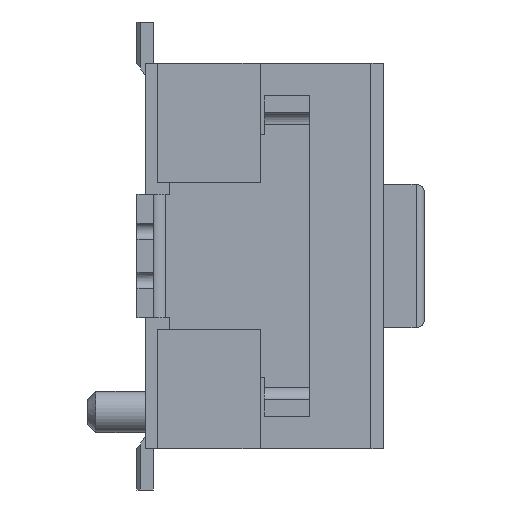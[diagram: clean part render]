
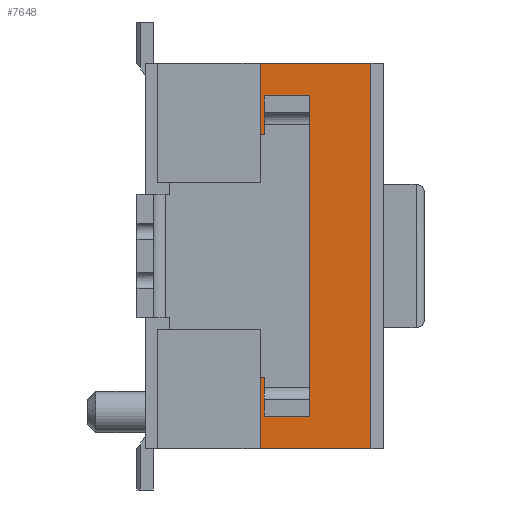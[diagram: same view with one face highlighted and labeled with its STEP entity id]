
A CAD part, left-side view. The second image highlights one B-rep face of the part: STEP entity #7648.
In plain terms, the highlighted planar face has unit normal (-1, 0, 0).
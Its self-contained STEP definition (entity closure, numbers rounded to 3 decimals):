
#97 = CARTESIAN_POINT ( 'NONE',  ( -32.5, -0.75, -18.65 ) ) ;
#146 = DIRECTION ( 'NONE',  ( 0., 0., -1. ) ) ;
#166 = VERTEX_POINT ( 'NONE', #20753 ) ;
#542 = LINE ( 'NONE', #15025, #10994 ) ;
#672 = CARTESIAN_POINT ( 'NONE',  ( -32.5, -0.75, -21.625 ) ) ;
#974 = LINE ( 'NONE', #7938, #22420 ) ;
#1109 = DIRECTION ( 'NONE',  ( 0., -1., 0. ) ) ;
#1321 = VECTOR ( 'NONE', #4387, 1000. ) ;
#1346 = EDGE_CURVE ( 'NONE', #13032, #19031, #17902, .T. ) ;
#1484 = LINE ( 'NONE', #19906, #9586 ) ;
#1624 = VECTOR ( 'NONE', #18841, 1000. ) ;
#1760 = VECTOR ( 'NONE', #23647, 1000. ) ;
#2039 = DIRECTION ( 'NONE',  ( 0., 0., 1. ) ) ;
#2423 = CARTESIAN_POINT ( 'NONE',  ( -32.5, -0.65, -21.65 ) ) ;
#2437 = VERTEX_POINT ( 'NONE', #14028 ) ;
#2662 = EDGE_CURVE ( 'NONE', #17573, #13032, #11528, .T. ) ;
#2772 = CARTESIAN_POINT ( 'NONE',  ( -32.5, -1.55, -18.65 ) ) ;
#2837 = CARTESIAN_POINT ( 'NONE',  ( -32.5, -1.7, -18.675 ) ) ;
#2999 = ORIENTED_EDGE ( 'NONE', *, *, #19323, .T. ) ;
#3016 = CARTESIAN_POINT ( 'NONE',  ( -32.5, -2.25, -21.8 ) ) ;
#3052 = CARTESIAN_POINT ( 'NONE',  ( -32.5, -1.7, -21.75 ) ) ;
#3056 = LINE ( 'NONE', #20878, #1321 ) ;
#3388 = DIRECTION ( 'NONE',  ( 0., 0., -1. ) ) ;
#3672 = EDGE_CURVE ( 'NONE', #14025, #13004, #4240, .T. ) ;
#3702 = VECTOR ( 'NONE', #22736, 1000. ) ;
#3962 = LINE ( 'NONE', #4193, #13399 ) ;
#4182 = ORIENTED_EDGE ( 'NONE', *, *, #5662, .F. ) ;
#4193 = CARTESIAN_POINT ( 'NONE',  ( -32.5, -3., -22.668 ) ) ;
#4240 = LINE ( 'NONE', #2423, #4994 ) ;
#4264 = VERTEX_POINT ( 'NONE', #23056 ) ;
#4362 = CARTESIAN_POINT ( 'NONE',  ( -32.5, -1.688, -21.788 ) ) ;
#4387 = DIRECTION ( 'NONE',  ( 0., 0., 1. ) ) ;
#4723 = VECTOR ( 'NONE', #5029, 1000. ) ;
#4991 = VERTEX_POINT ( 'NONE', #6087 ) ;
#4994 = VECTOR ( 'NONE', #14262, 1000. ) ;
#5029 = DIRECTION ( 'NONE',  ( 0., 1., 0. ) ) ;
#5094 = CARTESIAN_POINT ( 'NONE',  ( -32.5, -1.55, -18.65 ) ) ;
#5404 = LINE ( 'NONE', #16527, #6400 ) ;
#5460 = CARTESIAN_POINT ( 'NONE',  ( -32.5, -1.7, -18.5 ) ) ;
#5658 = VECTOR ( 'NONE', #8488, 1000. ) ;
#5662 = EDGE_CURVE ( 'NONE', #22168, #4991, #974, .T. ) ;
#5723 = CARTESIAN_POINT ( 'NONE',  ( -32.5, -1.55, -21.65 ) ) ;
#5725 = CARTESIAN_POINT ( 'NONE',  ( -32.5, -1.65, -21.75 ) ) ;
#5994 = EDGE_CURVE ( 'NONE', #15474, #2437, #3056, .T. ) ;
#6087 = CARTESIAN_POINT ( 'NONE',  ( -32.5, -3., -17.8 ) ) ;
#6400 = VECTOR ( 'NONE', #2039, 1000. ) ;
#6786 = EDGE_CURVE ( 'NONE', #19031, #166, #17098, .T. ) ;
#6949 = CARTESIAN_POINT ( 'NONE',  ( -32.5, -0.75, -19.4 ) ) ;
#6953 = CARTESIAN_POINT ( 'NONE',  ( -32.5, -0.65, -22.5 ) ) ;
#7294 = FACE_OUTER_BOUND ( 'NONE', #16726, .T. ) ;
#7304 = CARTESIAN_POINT ( 'NONE',  ( -32.5, -1.65, -18.55 ) ) ;
#7648 = ADVANCED_FACE ( 'NONE', ( #7294 ), #20202, .F. ) ;
#7852 = LINE ( 'NONE', #4362, #1624 ) ;
#7938 = CARTESIAN_POINT ( 'NONE',  ( -32.5, -0.65, -17.8 ) ) ;
#8081 = AXIS2_PLACEMENT_3D ( 'NONE', #15150, #18875, #20783 ) ;
#8100 = CARTESIAN_POINT ( 'NONE',  ( -32.5, -1.7, -21.625 ) ) ;
#8488 = DIRECTION ( 'NONE',  ( 0., 0., -1. ) ) ;
#8602 = VERTEX_POINT ( 'NONE', #2772 ) ;
#8733 = VECTOR ( 'NONE', #3388, 1000. ) ;
#9395 = VERTEX_POINT ( 'NONE', #3016 ) ;
#9509 = DIRECTION ( 'NONE',  ( 0., 0., 1. ) ) ;
#9586 = VECTOR ( 'NONE', #10651, 1000. ) ;
#9653 = ORIENTED_EDGE ( 'NONE', *, *, #21081, .F. ) ;
#9780 = VECTOR ( 'NONE', #12135, 1000. ) ;
#9997 = CARTESIAN_POINT ( 'NONE',  ( -32.5, -0.65, -18.675 ) ) ;
#10651 = DIRECTION ( 'NONE',  ( 0., -1., 0. ) ) ;
#10994 = VECTOR ( 'NONE', #13203, 1000. ) ;
#11386 = EDGE_CURVE ( 'NONE', #14258, #21792, #13873, .T. ) ;
#11481 = ORIENTED_EDGE ( 'NONE', *, *, #5994, .F. ) ;
#11528 = LINE ( 'NONE', #13357, #14658 ) ;
#12050 = CARTESIAN_POINT ( 'NONE',  ( -32.5, -0.65, -21.625 ) ) ;
#12135 = DIRECTION ( 'NONE',  ( 0., -1., 0. ) ) ;
#12190 = EDGE_CURVE ( 'NONE', #2437, #14025, #7852, .T. ) ;
#12495 = ORIENTED_EDGE ( 'NONE', *, *, #13141, .F. ) ;
#12695 = ORIENTED_EDGE ( 'NONE', *, *, #16006, .F. ) ;
#13004 = VERTEX_POINT ( 'NONE', #16466 ) ;
#13032 = VERTEX_POINT ( 'NONE', #5460 ) ;
#13141 = EDGE_CURVE ( 'NONE', #166, #22581, #21651, .T. ) ;
#13191 = ORIENTED_EDGE ( 'NONE', *, *, #12190, .F. ) ;
#13203 = DIRECTION ( 'NONE',  ( 0., 0., -1. ) ) ;
#13242 = VERTEX_POINT ( 'NONE', #7304 ) ;
#13357 = CARTESIAN_POINT ( 'NONE',  ( -32.5, -0.65, -18.5 ) ) ;
#13399 = VECTOR ( 'NONE', #146, 1000. ) ;
#13565 = ORIENTED_EDGE ( 'NONE', *, *, #20551, .F. ) ;
#13749 = DIRECTION ( 'NONE',  ( 0., -1., 0. ) ) ;
#13873 = LINE ( 'NONE', #12050, #15803 ) ;
#14007 = EDGE_CURVE ( 'NONE', #4264, #15474, #14219, .T. ) ;
#14025 = VERTEX_POINT ( 'NONE', #5723 ) ;
#14028 = CARTESIAN_POINT ( 'NONE',  ( -32.5, -1.65, -21.75 ) ) ;
#14071 = CARTESIAN_POINT ( 'NONE',  ( -32.5, -0.65, -18.65 ) ) ;
#14219 = LINE ( 'NONE', #6953, #4723 ) ;
#14258 = VERTEX_POINT ( 'NONE', #672 ) ;
#14262 = DIRECTION ( 'NONE',  ( 0., 1., 0. ) ) ;
#14478 = ORIENTED_EDGE ( 'NONE', *, *, #1346, .F. ) ;
#14658 = VECTOR ( 'NONE', #18541, 1000. ) ;
#15025 = CARTESIAN_POINT ( 'NONE',  ( -32.5, -0.75, -20.9 ) ) ;
#15150 = CARTESIAN_POINT ( 'NONE',  ( -32.5, -0.65, -21.75 ) ) ;
#15407 = ORIENTED_EDGE ( 'NONE', *, *, #18190, .F. ) ;
#15474 = VERTEX_POINT ( 'NONE', #16420 ) ;
#15524 = VERTEX_POINT ( 'NONE', #21928 ) ;
#15627 = LINE ( 'NONE', #14071, #9780 ) ;
#15803 = VECTOR ( 'NONE', #1109, 1000. ) ;
#15850 = VECTOR ( 'NONE', #18072, 1000. ) ;
#16003 = EDGE_CURVE ( 'NONE', #21792, #15524, #21912, .T. ) ;
#16006 = EDGE_CURVE ( 'NONE', #9395, #17573, #5404, .T. ) ;
#16420 = CARTESIAN_POINT ( 'NONE',  ( -32.5, -1.65, -22.5 ) ) ;
#16466 = CARTESIAN_POINT ( 'NONE',  ( -32.5, -0.75, -21.65 ) ) ;
#16527 = CARTESIAN_POINT ( 'NONE',  ( -32.5, -2.25, -21.75 ) ) ;
#16536 = ORIENTED_EDGE ( 'NONE', *, *, #11386, .F. ) ;
#16718 = ORIENTED_EDGE ( 'NONE', *, *, #6786, .F. ) ;
#16726 = EDGE_LOOP ( 'NONE', ( #22357, #12695, #9653, #23440, #16536, #2999, #19009, #13191, #11481, #23690, #13565, #4182, #15407, #20501, #18377, #12495, #16718, #14478 ) ) ;
#17098 = LINE ( 'NONE', #9997, #3702 ) ;
#17136 = VECTOR ( 'NONE', #9509, 1000. ) ;
#17358 = EDGE_CURVE ( 'NONE', #22581, #8602, #15627, .T. ) ;
#17573 = VERTEX_POINT ( 'NONE', #22582 ) ;
#17902 = LINE ( 'NONE', #3052, #5658 ) ;
#18072 = DIRECTION ( 'NONE',  ( 0., 0., 1. ) ) ;
#18190 = EDGE_CURVE ( 'NONE', #13242, #22168, #22724, .T. ) ;
#18328 = CARTESIAN_POINT ( 'NONE',  ( -32.5, -1.65, -17.8 ) ) ;
#18377 = ORIENTED_EDGE ( 'NONE', *, *, #17358, .F. ) ;
#18541 = DIRECTION ( 'NONE',  ( 0., 1., 0. ) ) ;
#18841 = DIRECTION ( 'NONE',  ( 0., 0.707, 0.707 ) ) ;
#18875 = DIRECTION ( 'NONE',  ( 1., 0., 0. ) ) ;
#19009 = ORIENTED_EDGE ( 'NONE', *, *, #3672, .F. ) ;
#19031 = VERTEX_POINT ( 'NONE', #2837 ) ;
#19323 = EDGE_CURVE ( 'NONE', #14258, #13004, #542, .T. ) ;
#19446 = EDGE_CURVE ( 'NONE', #8602, #13242, #19808, .T. ) ;
#19808 = LINE ( 'NONE', #5094, #1760 ) ;
#19906 = CARTESIAN_POINT ( 'NONE',  ( -32.5, -0.65, -21.8 ) ) ;
#20202 = PLANE ( 'NONE',  #8081 ) ;
#20501 = ORIENTED_EDGE ( 'NONE', *, *, #19446, .F. ) ;
#20551 = EDGE_CURVE ( 'NONE', #4991, #4264, #3962, .T. ) ;
#20753 = CARTESIAN_POINT ( 'NONE',  ( -32.5, -0.75, -18.675 ) ) ;
#20783 = DIRECTION ( 'NONE',  ( 0., 0., -1. ) ) ;
#20878 = CARTESIAN_POINT ( 'NONE',  ( -32.5, -1.65, -21.75 ) ) ;
#21081 = EDGE_CURVE ( 'NONE', #15524, #9395, #1484, .T. ) ;
#21651 = LINE ( 'NONE', #6949, #15850 ) ;
#21792 = VERTEX_POINT ( 'NONE', #8100 ) ;
#21912 = LINE ( 'NONE', #23481, #8733 ) ;
#21928 = CARTESIAN_POINT ( 'NONE',  ( -32.5, -1.7, -21.8 ) ) ;
#22168 = VERTEX_POINT ( 'NONE', #18328 ) ;
#22357 = ORIENTED_EDGE ( 'NONE', *, *, #2662, .F. ) ;
#22420 = VECTOR ( 'NONE', #13749, 1000. ) ;
#22581 = VERTEX_POINT ( 'NONE', #97 ) ;
#22582 = CARTESIAN_POINT ( 'NONE',  ( -32.5, -2.25, -18.5 ) ) ;
#22724 = LINE ( 'NONE', #5725, #17136 ) ;
#22736 = DIRECTION ( 'NONE',  ( 0., 1., 0. ) ) ;
#23056 = CARTESIAN_POINT ( 'NONE',  ( -32.5, -3., -22.5 ) ) ;
#23440 = ORIENTED_EDGE ( 'NONE', *, *, #16003, .F. ) ;
#23481 = CARTESIAN_POINT ( 'NONE',  ( -32.5, -1.7, -21.75 ) ) ;
#23647 = DIRECTION ( 'NONE',  ( 0., -0.707, 0.707 ) ) ;
#23690 = ORIENTED_EDGE ( 'NONE', *, *, #14007, .F. ) ;
